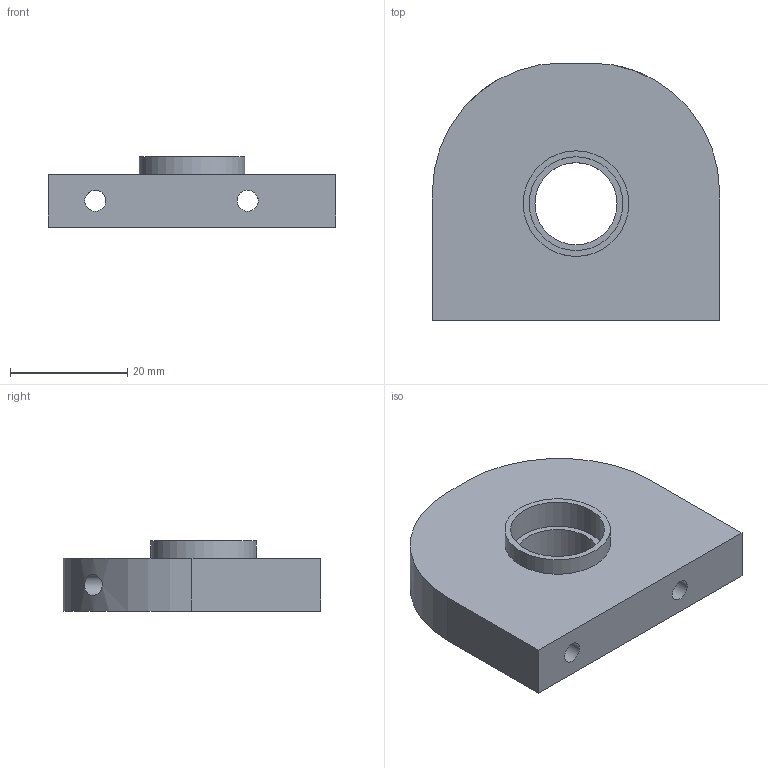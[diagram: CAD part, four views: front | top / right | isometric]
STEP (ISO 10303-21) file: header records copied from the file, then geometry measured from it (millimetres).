
FILE_DESCRIPTION(/* description */ (''),/* implementation_level */ '2;1');
FILE_NAME(/* name */ 'Fix1.step',/* time_stamp */ '2025-06-30T15:12:44+03:00',/* author */ (''),/* organization */ (''),/* preprocessor_version */ 'ST-DEVELOPER v20.1',/* originating_system */ 'Autodesk Translation Framework v14.10.0.0',/* authorisation */ '');
FILE_SCHEMA (('AUTOMOTIVE_DESIGN { 1 0 10303 214 3 1 1 }'));
Length unit declared in the file: millimetre
Products named in the file (1): 2025-06-30-00-00-47-097
Bounding box: 49 x 44 x 12 mm (x, y, z)
Volume: 15382.6 mm3; surface area: 6701.2 mm2
Topology: 1 solids, 1 shells, 15 faces, 35 edges, 24 vertices
Faces by surface type: plane 8, cylinder 7
Full cylindrical faces by diameter (mm): 3.6 x2, 14 x1, 16 x1, 18 x1
Entity records: 542 total; most frequent: CARTESIAN_POINT 143, DIRECTION 75, ORIENTED_EDGE 70, EDGE_CURVE 35, AXIS2_PLACEMENT_3D 28, VERTEX_POINT 24, EDGE_LOOP 23, LINE 19
